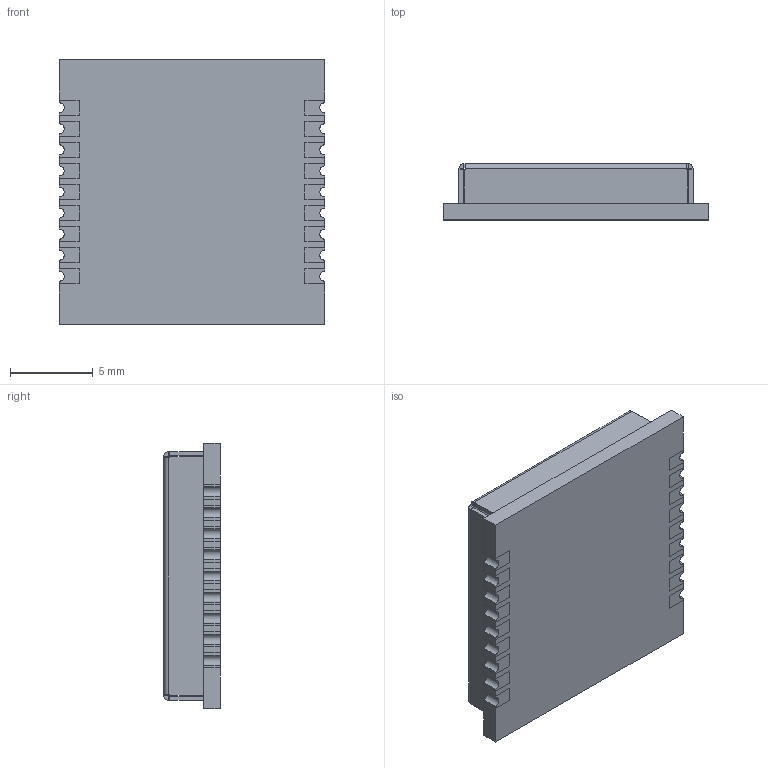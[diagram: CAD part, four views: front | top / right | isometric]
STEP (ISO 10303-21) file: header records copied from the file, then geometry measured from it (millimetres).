
FILE_DESCRIPTION (( 'STEP AP214' ), '1' );
FILE_NAME ('RA-08H.STEP', '2025-04-29T02:40:50', ( '' ), ( '' ), 'SwSTEP 2.0', 'SolidWorks 2021', '' );
FILE_SCHEMA (( 'AUTOMOTIVE_DESIGN' ));
Length unit declared in the file: millimetre
Products named in the file (1): RA-08H
Bounding box: 16 x 3.4 x 16 mm (x, y, z)
Volume: 329.5 mm3; surface area: 1305 mm2
Topology: 20 solids, 20 shells, 354 faces, 910 edges, 596 vertices
Faces by surface type: plane 326, cylinder 28
Entity records: 10743 total; most frequent: CARTESIAN_POINT 1861, ORIENTED_EDGE 1820, DIRECTION 1676, EDGE_CURVE 910, LINE 854, VECTOR 854, VERTEX_POINT 596, AXIS2_PLACEMENT_3D 411
